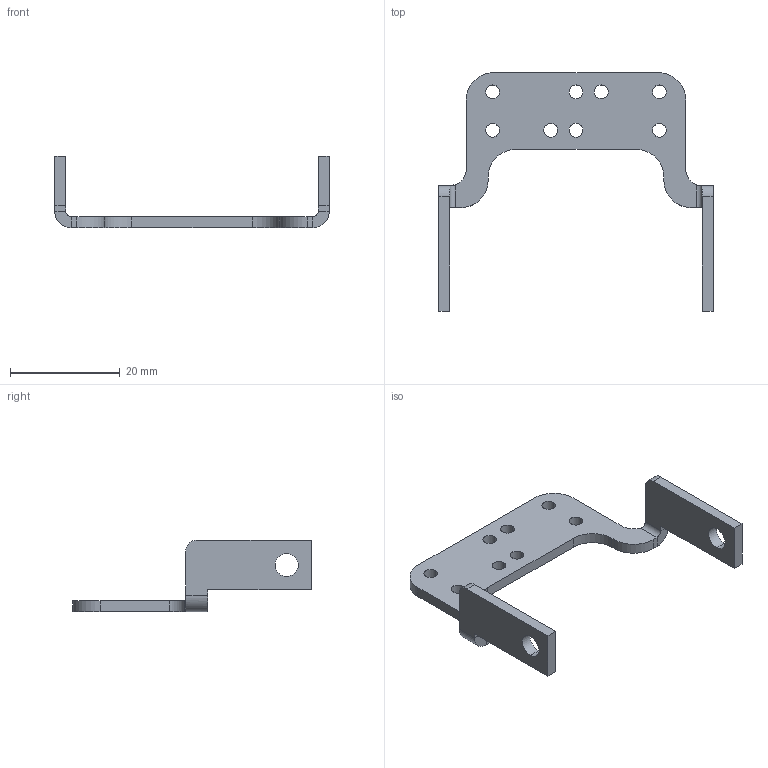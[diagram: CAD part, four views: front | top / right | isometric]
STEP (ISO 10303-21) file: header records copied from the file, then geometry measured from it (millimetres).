
FILE_DESCRIPTION (( 'STEP AP203' ), '1' );
FILE_NAME ('B10B-PE.STP', '2017-08-16T11:25:02', ( '微软用户' ), ( '微软中国' ), 'SwSTEP 2.0', 'SolidWorks 2012', '' );
FILE_SCHEMA (( 'CONFIG_CONTROL_DESIGN' ));
Length unit declared in the file: millimetre
Products named in the file (1): B10B-PE
Bounding box: 50 x 43.5 x 13 mm (x, y, z)
Volume: 2061.3 mm3; surface area: 2778.5 mm2
Topology: 1 solids, 1 shells, 64 faces, 170 edges, 108 vertices
Faces by surface type: cylinder 34, plane 28, bspline 2
Entity records: 2135 total; most frequent: CARTESIAN_POINT 389, DIRECTION 356, ORIENTED_EDGE 340, EDGE_CURVE 170, AXIS2_PLACEMENT_3D 131, VERTEX_POINT 108, LINE 94, VECTOR 94
